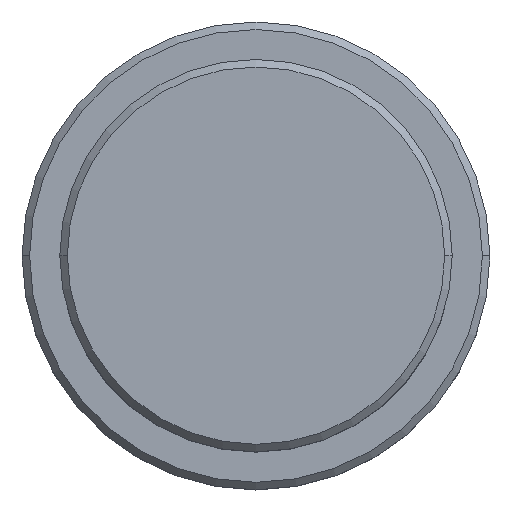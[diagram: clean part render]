
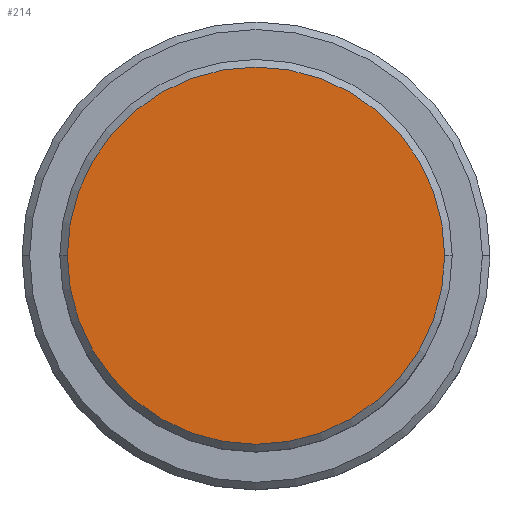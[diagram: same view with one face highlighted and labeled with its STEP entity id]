
A CAD part, top view. The second image highlights one B-rep face of the part: STEP entity #214.
In plain terms, the highlighted planar face has unit normal (0, 0, 1).
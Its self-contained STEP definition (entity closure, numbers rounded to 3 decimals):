
#3 = DIRECTION ( 'NONE',  ( 0., 0., 1. ) ) ;
#16 = CARTESIAN_POINT ( 'NONE',  ( 12.5, 0., 0. ) ) ;
#33 = CARTESIAN_POINT ( 'NONE',  ( -12.5, 0., 0. ) ) ;
#69 = CIRCLE ( 'NONE', #600, 12.5 ) ;
#73 = DIRECTION ( 'NONE',  ( 1., 0., 0. ) ) ;
#94 = CIRCLE ( 'NONE', #233, 12.5 ) ;
#178 = CARTESIAN_POINT ( 'NONE',  ( 0., 0., 0. ) ) ;
#214 = ADVANCED_FACE ( 'NONE', ( #549 ), #430, .T. ) ;
#233 = AXIS2_PLACEMENT_3D ( 'NONE', #845, #940, #1159 ) ;
#318 = EDGE_CURVE ( 'NONE', #1334, #974, #69, .T. ) ;
#430 = PLANE ( 'NONE',  #758 ) ;
#507 = DIRECTION ( 'NONE',  ( 0., 0., 1. ) ) ;
#549 = FACE_OUTER_BOUND ( 'NONE', #1078, .T. ) ;
#600 = AXIS2_PLACEMENT_3D ( 'NONE', #178, #507, #73 ) ;
#636 = EDGE_CURVE ( 'NONE', #974, #1334, #94, .T. ) ;
#693 = ORIENTED_EDGE ( 'NONE', *, *, #318, .T. ) ;
#758 = AXIS2_PLACEMENT_3D ( 'NONE', #762, #3, #1204 ) ;
#762 = CARTESIAN_POINT ( 'NONE',  ( 0., 0., 0. ) ) ;
#845 = CARTESIAN_POINT ( 'NONE',  ( 0., 0., 0. ) ) ;
#863 = ORIENTED_EDGE ( 'NONE', *, *, #636, .T. ) ;
#940 = DIRECTION ( 'NONE',  ( 0., 0., 1. ) ) ;
#974 = VERTEX_POINT ( 'NONE', #16 ) ;
#1078 = EDGE_LOOP ( 'NONE', ( #693, #863 ) ) ;
#1159 = DIRECTION ( 'NONE',  ( 1., 0., 0. ) ) ;
#1204 = DIRECTION ( 'NONE',  ( 1., 0., 0. ) ) ;
#1334 = VERTEX_POINT ( 'NONE', #33 ) ;
